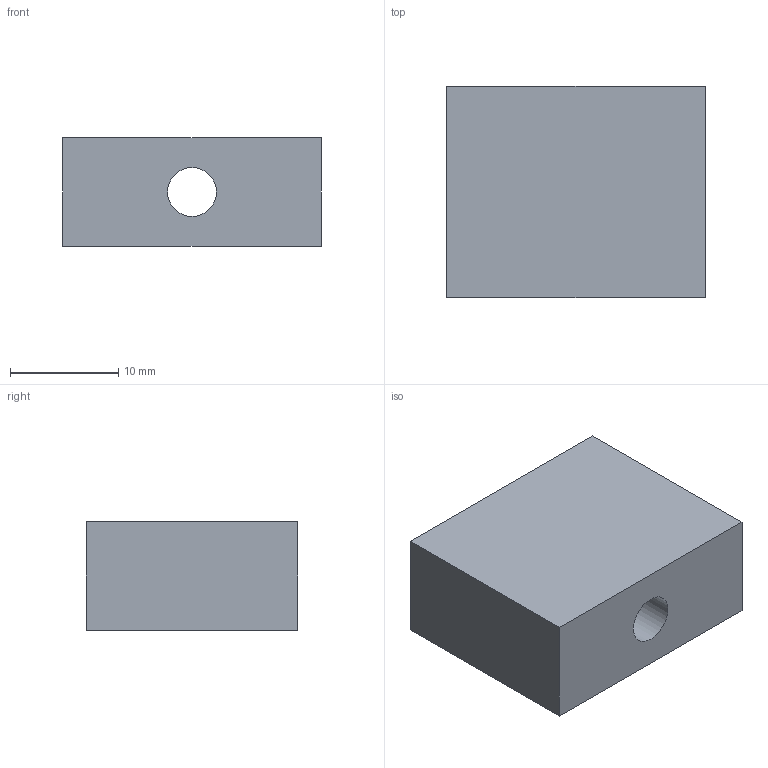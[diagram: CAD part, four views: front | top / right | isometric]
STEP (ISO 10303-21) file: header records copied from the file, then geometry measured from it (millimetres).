
FILE_DESCRIPTION(('Open CASCADE Model'),'2;1');
FILE_NAME('Open CASCADE Shape Model','2019-12-27T17:30:38',('Author'),( 'Open CASCADE'),'Open CASCADE STEP processor 6.9','Open CASCADE 6.9' ,'Unknown');
FILE_SCHEMA(('AUTOMOTIVE_DESIGN { 1 0 10303 214 1 1 1 1 }'));
Length unit declared in the file: millimetre
Products named in the file (1): Open CASCADE STEP translator 6.9 13
Bounding box: 23.8 x 19.48 x 10 mm (x, y, z)
Volume: 4295.1 mm3; surface area: 2026 mm2
Topology: 1 solids, 1 shells, 8 faces, 17 edges, 11 vertices
Faces by surface type: plane 6, cone 1, cylinder 1
Full cylindrical faces by diameter (mm): 4.5 x1
Entity records: 457 total; most frequent: CARTESIAN_POINT 83, DIRECTION 70, LINE 46, VECTOR 46, ORIENTED_EDGE 34, PCURVE 34, DEFINITIONAL_REPRESENTATION 34, EDGE_CURVE 17
